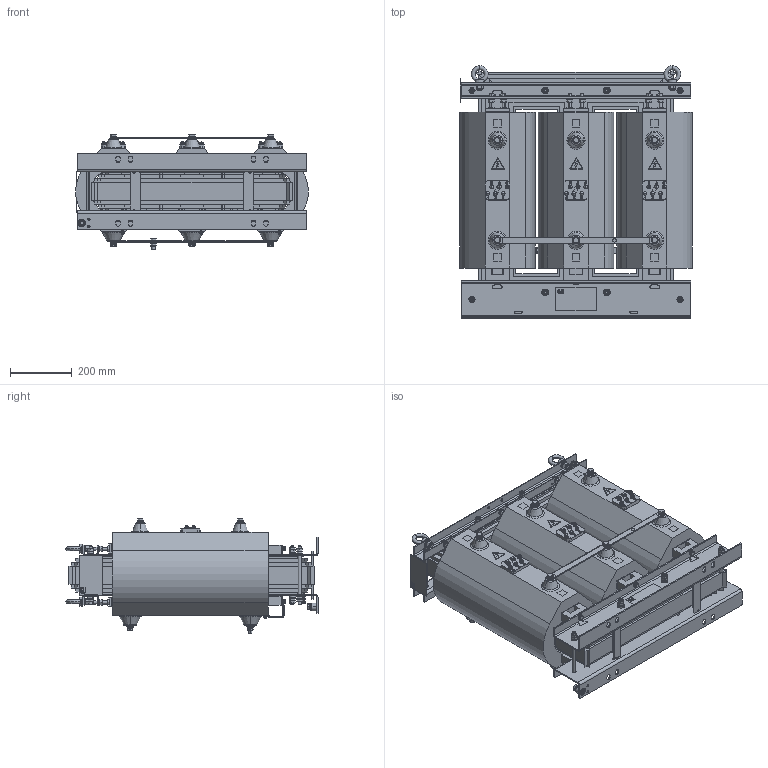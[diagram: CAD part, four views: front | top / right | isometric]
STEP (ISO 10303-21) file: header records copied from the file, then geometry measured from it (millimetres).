
FILE_DESCRIPTION (( 'STEP AP214' ), '1' );
FILE_NAME ('ﾒﾋﾑ-63 Y.Y SIL.STEP', '2022-11-08T08:10:23', ( '' ), ( '' ), 'SwSTEP 2.0', 'SolidWorks 2010', '' );
FILE_SCHEMA (( 'AUTOMOTIVE_DESIGN' ));
Length unit declared in the file: millimetre
Products named in the file (1): ﾒﾋﾑ-63 Y.Y SIL
Bounding box: 754.85 x 818.19 x 374.9 mm (x, y, z)
Surface area: 7767933.1 mm2 (no closed solid volume)
Topology: 0 solids, 407 shells, 2429 faces, 8164 edges, 6029 vertices
Faces by surface type: plane 1375, cylinder 579, cone 322, torus 92, sphere 42, bspline 19
Entity records: 124346 total; most frequent: CARTESIAN_POINT 27334, DIRECTION 14994, ORIENTED_EDGE 12358, EDGE_CURVE 8164, VERTEX_POINT 6029, AXIS2_PLACEMENT_3D 5523, VECTOR 3948, LINE 3948
